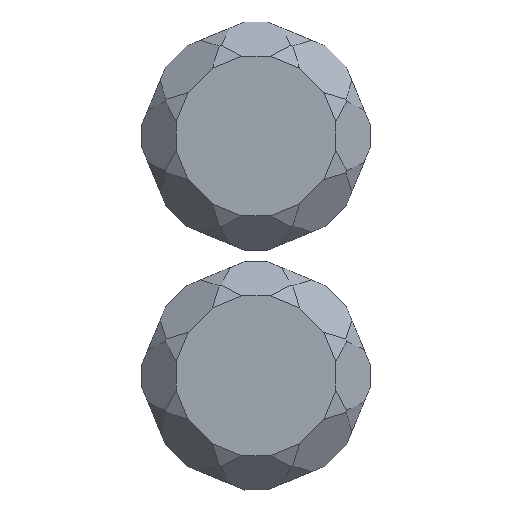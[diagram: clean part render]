
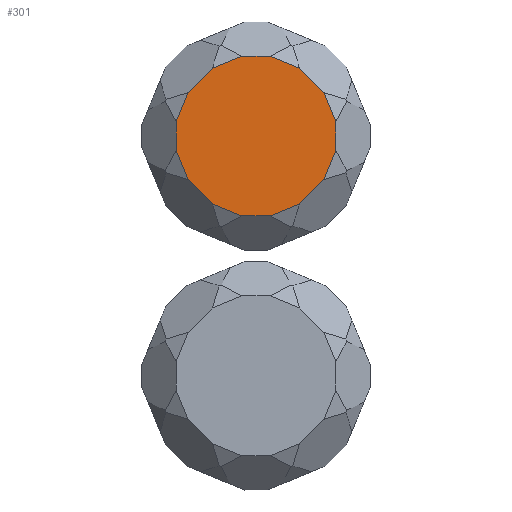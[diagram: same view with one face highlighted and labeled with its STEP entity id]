
A CAD part, top view. The second image highlights one B-rep face of the part: STEP entity #301.
In plain terms, the highlighted free-form (B-spline) face has degree [1, 1] with [2, 2] control points.
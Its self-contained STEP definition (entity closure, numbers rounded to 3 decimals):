
#301 = ADVANCED_FACE('',(#302),#416,.T.);
#302 = FACE_BOUND('',#303,.T.);
#303 = EDGE_LOOP('',(#304,#313,#320,#327,#334,#341,#348,#355,#362,#369,
    #376,#383,#390,#397,#404,#411));
#304 = ORIENTED_EDGE('',*,*,#305,.T.);
#305 = EDGE_CURVE('',#306,#308,#310,.T.);
#306 = VERTEX_POINT('',#307);
#307 = CARTESIAN_POINT('',(101.389,1929.12,
    531.797));
#308 = VERTEX_POINT('',#309);
#309 = CARTESIAN_POINT('',(448.774,2073.012,
    531.797));
#310 = B_SPLINE_CURVE_WITH_KNOTS('',1,(#311,#312),.UNSPECIFIED.,.F.,.F.,
  (2,2),(0.387,0.547),.PIECEWISE_BEZIER_KNOTS.);
#311 = CARTESIAN_POINT('',(101.389,1929.12,
    531.797));
#312 = CARTESIAN_POINT('',(448.774,2073.012,
    531.797));
#313 = ORIENTED_EDGE('',*,*,#314,.T.);
#314 = EDGE_CURVE('',#308,#315,#317,.T.);
#315 = VERTEX_POINT('',#316);
#316 = CARTESIAN_POINT('',(736.557,2360.795,
    531.797));
#317 = B_SPLINE_CURVE_WITH_KNOTS('',1,(#318,#319),.UNSPECIFIED.,.F.,.F.,
  (2,2),(0.396,0.604),.PIECEWISE_BEZIER_KNOTS.);
#318 = CARTESIAN_POINT('',(448.774,2073.012,
    531.797));
#319 = CARTESIAN_POINT('',(736.557,2360.795,
    531.797));
#320 = ORIENTED_EDGE('',*,*,#321,.T.);
#321 = EDGE_CURVE('',#315,#322,#324,.T.);
#322 = VERTEX_POINT('',#323);
#323 = CARTESIAN_POINT('',(880.449,2708.181,
    531.797));
#324 = B_SPLINE_CURVE_WITH_KNOTS('',1,(#325,#326),.UNSPECIFIED.,.F.,.F.,
  (2,2),(0.453,0.613),.PIECEWISE_BEZIER_KNOTS.);
#325 = CARTESIAN_POINT('',(736.557,2360.795,
    531.797));
#326 = CARTESIAN_POINT('',(880.449,2708.181,
    531.797));
#327 = ORIENTED_EDGE('',*,*,#328,.T.);
#328 = EDGE_CURVE('',#322,#329,#331,.T.);
#329 = VERTEX_POINT('',#330);
#330 = CARTESIAN_POINT('',(880.449,3049.333,
    531.797));
#331 = B_SPLINE_CURVE_WITH_KNOTS('',1,(#332,#333),.UNSPECIFIED.,.F.,.F.,
  (2,2),(0.437,0.563),.PIECEWISE_BEZIER_KNOTS.);
#332 = CARTESIAN_POINT('',(880.449,2708.181,
    531.797));
#333 = CARTESIAN_POINT('',(880.449,3049.333,
    531.797));
#334 = ORIENTED_EDGE('',*,*,#335,.T.);
#335 = EDGE_CURVE('',#329,#336,#338,.T.);
#336 = VERTEX_POINT('',#337);
#337 = CARTESIAN_POINT('',(736.557,3396.719,
    531.797));
#338 = B_SPLINE_CURVE_WITH_KNOTS('',1,(#339,#340),.UNSPECIFIED.,.F.,.F.,
  (2,2),(0.387,0.547),.PIECEWISE_BEZIER_KNOTS.);
#339 = CARTESIAN_POINT('',(880.449,3049.333,
    531.797));
#340 = CARTESIAN_POINT('',(736.557,3396.719,
    531.797));
#341 = ORIENTED_EDGE('',*,*,#342,.T.);
#342 = EDGE_CURVE('',#336,#343,#345,.T.);
#343 = VERTEX_POINT('',#344);
#344 = CARTESIAN_POINT('',(448.774,3684.502,
    531.797));
#345 = B_SPLINE_CURVE_WITH_KNOTS('',1,(#346,#347),.UNSPECIFIED.,.F.,.F.,
  (2,2),(0.396,0.604),.PIECEWISE_BEZIER_KNOTS.);
#346 = CARTESIAN_POINT('',(736.557,3396.719,
    531.797));
#347 = CARTESIAN_POINT('',(448.774,3684.502,
    531.797));
#348 = ORIENTED_EDGE('',*,*,#349,.T.);
#349 = EDGE_CURVE('',#343,#350,#352,.T.);
#350 = VERTEX_POINT('',#351);
#351 = CARTESIAN_POINT('',(101.389,3828.394,
    531.797));
#352 = B_SPLINE_CURVE_WITH_KNOTS('',1,(#353,#354),.UNSPECIFIED.,.F.,.F.,
  (2,2),(0.453,0.613),.PIECEWISE_BEZIER_KNOTS.);
#353 = CARTESIAN_POINT('',(448.774,3684.502,
    531.797));
#354 = CARTESIAN_POINT('',(101.389,3828.394,
    531.797));
#355 = ORIENTED_EDGE('',*,*,#356,.T.);
#356 = EDGE_CURVE('',#350,#357,#359,.T.);
#357 = VERTEX_POINT('',#358);
#358 = CARTESIAN_POINT('',(-239.764,3828.394,
    531.797));
#359 = B_SPLINE_CURVE_WITH_KNOTS('',1,(#360,#361),.UNSPECIFIED.,.F.,.F.,
  (2,2),(0.437,0.563),.PIECEWISE_BEZIER_KNOTS.);
#360 = CARTESIAN_POINT('',(101.389,3828.394,
    531.797));
#361 = CARTESIAN_POINT('',(-239.764,3828.394,
    531.797));
#362 = ORIENTED_EDGE('',*,*,#363,.T.);
#363 = EDGE_CURVE('',#357,#364,#366,.T.);
#364 = VERTEX_POINT('',#365);
#365 = CARTESIAN_POINT('',(-587.15,3684.502,
    531.797));
#366 = B_SPLINE_CURVE_WITH_KNOTS('',1,(#367,#368),.UNSPECIFIED.,.F.,.F.,
  (2,2),(0.387,0.547),.PIECEWISE_BEZIER_KNOTS.);
#367 = CARTESIAN_POINT('',(-239.764,3828.394,
    531.797));
#368 = CARTESIAN_POINT('',(-587.15,3684.502,
    531.797));
#369 = ORIENTED_EDGE('',*,*,#370,.T.);
#370 = EDGE_CURVE('',#364,#371,#373,.T.);
#371 = VERTEX_POINT('',#372);
#372 = CARTESIAN_POINT('',(-874.933,3396.719,
    531.797));
#373 = B_SPLINE_CURVE_WITH_KNOTS('',1,(#374,#375),.UNSPECIFIED.,.F.,.F.,
  (2,2),(0.396,0.604),.PIECEWISE_BEZIER_KNOTS.);
#374 = CARTESIAN_POINT('',(-587.15,3684.502,
    531.797));
#375 = CARTESIAN_POINT('',(-874.933,3396.719,
    531.797));
#376 = ORIENTED_EDGE('',*,*,#377,.T.);
#377 = EDGE_CURVE('',#371,#378,#380,.T.);
#378 = VERTEX_POINT('',#379);
#379 = CARTESIAN_POINT('',(-1018.825,3049.333,
    531.797));
#380 = B_SPLINE_CURVE_WITH_KNOTS('',1,(#381,#382),.UNSPECIFIED.,.F.,.F.,
  (2,2),(0.453,0.613),.PIECEWISE_BEZIER_KNOTS.);
#381 = CARTESIAN_POINT('',(-874.933,3396.719,
    531.797));
#382 = CARTESIAN_POINT('',(-1018.825,3049.333,
    531.797));
#383 = ORIENTED_EDGE('',*,*,#384,.T.);
#384 = EDGE_CURVE('',#378,#385,#387,.T.);
#385 = VERTEX_POINT('',#386);
#386 = CARTESIAN_POINT('',(-1018.825,2708.181,
    531.797));
#387 = B_SPLINE_CURVE_WITH_KNOTS('',1,(#388,#389),.UNSPECIFIED.,.F.,.F.,
  (2,2),(0.437,0.563),.PIECEWISE_BEZIER_KNOTS.);
#388 = CARTESIAN_POINT('',(-1018.825,3049.333,
    531.797));
#389 = CARTESIAN_POINT('',(-1018.825,2708.181,
    531.797));
#390 = ORIENTED_EDGE('',*,*,#391,.T.);
#391 = EDGE_CURVE('',#385,#392,#394,.T.);
#392 = VERTEX_POINT('',#393);
#393 = CARTESIAN_POINT('',(-874.933,2360.795,
    531.797));
#394 = B_SPLINE_CURVE_WITH_KNOTS('',1,(#395,#396),.UNSPECIFIED.,.F.,.F.,
  (2,2),(0.387,0.547),.PIECEWISE_BEZIER_KNOTS.);
#395 = CARTESIAN_POINT('',(-1018.825,2708.181,
    531.797));
#396 = CARTESIAN_POINT('',(-874.933,2360.795,
    531.797));
#397 = ORIENTED_EDGE('',*,*,#398,.T.);
#398 = EDGE_CURVE('',#392,#399,#401,.T.);
#399 = VERTEX_POINT('',#400);
#400 = CARTESIAN_POINT('',(-587.15,2073.012,
    531.797));
#401 = B_SPLINE_CURVE_WITH_KNOTS('',1,(#402,#403),.UNSPECIFIED.,.F.,.F.,
  (2,2),(0.396,0.604),.PIECEWISE_BEZIER_KNOTS.);
#402 = CARTESIAN_POINT('',(-874.933,2360.795,
    531.797));
#403 = CARTESIAN_POINT('',(-587.15,2073.012,
    531.797));
#404 = ORIENTED_EDGE('',*,*,#405,.T.);
#405 = EDGE_CURVE('',#399,#406,#408,.T.);
#406 = VERTEX_POINT('',#407);
#407 = CARTESIAN_POINT('',(-239.764,1929.12,
    531.797));
#408 = B_SPLINE_CURVE_WITH_KNOTS('',1,(#409,#410),.UNSPECIFIED.,.F.,.F.,
  (2,2),(0.453,0.613),.PIECEWISE_BEZIER_KNOTS.);
#409 = CARTESIAN_POINT('',(-587.15,2073.012,
    531.797));
#410 = CARTESIAN_POINT('',(-239.764,1929.12,
    531.797));
#411 = ORIENTED_EDGE('',*,*,#412,.T.);
#412 = EDGE_CURVE('',#406,#306,#413,.T.);
#413 = B_SPLINE_CURVE_WITH_KNOTS('',1,(#414,#415),.UNSPECIFIED.,.F.,.F.,
  (2,2),(0.437,0.563),.PIECEWISE_BEZIER_KNOTS.);
#414 = CARTESIAN_POINT('',(-239.764,1929.12,
    531.797));
#415 = CARTESIAN_POINT('',(101.389,1929.12,
    531.797));
#416 = B_SPLINE_SURFACE_WITH_KNOTS('',1,1,(
    (#417,#418)
    ,(#419,#420)),.UNSPECIFIED.,.F.,.F.,.F.,(2,2),(2,2),(0.,1.),(0.,1.),
  .PIECEWISE_BEZIER_KNOTS.);
#417 = CARTESIAN_POINT('',(-1425.812,1522.133,
    531.797));
#418 = CARTESIAN_POINT('',(-1425.812,4235.381,
    531.797));
#419 = CARTESIAN_POINT('',(1287.437,1522.133,
    531.797));
#420 = CARTESIAN_POINT('',(1287.437,4235.381,
    531.797));
